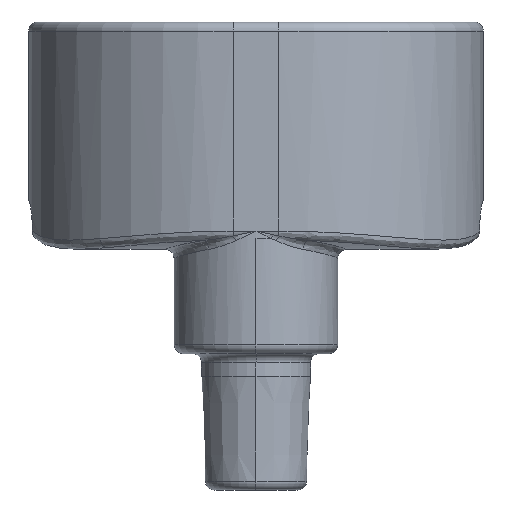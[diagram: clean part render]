
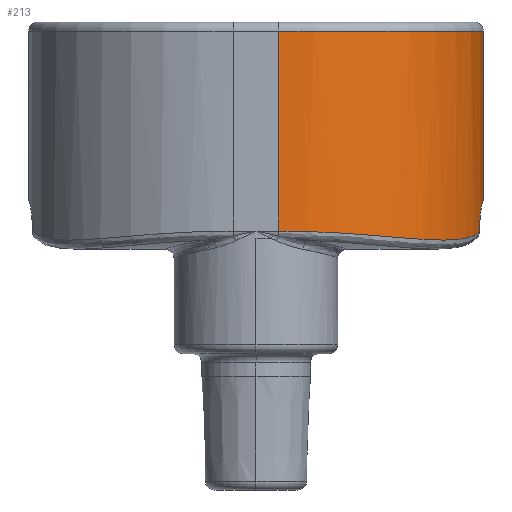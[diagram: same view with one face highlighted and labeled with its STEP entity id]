
A CAD part, left-side view. The second image highlights one B-rep face of the part: STEP entity #213.
In plain terms, the highlighted cylindrical face has radius 4.5 mm (diameter 9 mm), a partial arc.
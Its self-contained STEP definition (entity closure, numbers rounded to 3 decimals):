
#94=CYLINDRICAL_SURFACE('',#1683,4.5);
#145=B_SPLINE_CURVE_WITH_KNOTS('',3,(#3007,#3008,#3009,#3010,#3011,#3012,
#3013,#3014,#3015,#3016,#3017,#3018,#3019,#3020,#3021,#3022,#3023,#3024,
#3025,#3026,#3027,#3028,#3029,#3030),.UNSPECIFIED.,.F.,.F.,(4,2,2,2,2,2,
2,2,2,2,2,4),(0.,0.125,0.188,0.25,0.313,
0.344,0.375,0.438,0.469,
0.5,0.75,1.),.UNSPECIFIED.);
#146=B_SPLINE_CURVE_WITH_KNOTS('',3,(#3034,#3035,#3036,#3037,#3038,#3039,
#3040,#3041,#3042,#3043,#3044,#3045,#3046,#3047,#3048,#3049,#3050,#3051),
 .UNSPECIFIED.,.F.,.F.,(4,1,1,1,1,1,1,1,1,1,1,1,1,1,1,4),(0.,0.067,
0.133,0.2,0.267,0.333,0.4,0.467,
0.533,0.6,0.667,0.733,0.8,0.867,
0.933,1.),.UNSPECIFIED.);
#213=ADVANCED_FACE('',(#331),#94,.T.);
#331=FACE_OUTER_BOUND('',#429,.T.);
#429=EDGE_LOOP('',(#758,#759,#760,#761,#762,#763,#764));
#505=CIRCLE('',#1635,4.5);
#530=CIRCLE('',#1681,4.5);
#758=ORIENTED_EDGE('',*,*,#1304,.F.);
#759=ORIENTED_EDGE('',*,*,#1305,.T.);
#760=ORIENTED_EDGE('',*,*,#1306,.T.);
#761=ORIENTED_EDGE('',*,*,#1307,.T.);
#762=ORIENTED_EDGE('',*,*,#1303,.T.);
#763=ORIENTED_EDGE('',*,*,#1216,.T.);
#764=ORIENTED_EDGE('',*,*,#1212,.F.);
#1069=VERTEX_POINT('',#2246);
#1070=VERTEX_POINT('',#2250);
#1072=VERTEX_POINT('',#2267);
#1131=VERTEX_POINT('',#3002);
#1132=VERTEX_POINT('',#3006);
#1133=VERTEX_POINT('',#3031);
#1134=VERTEX_POINT('',#3033);
#1212=EDGE_CURVE('',#1069,#1070,#505,.T.);
#1216=EDGE_CURVE('',#1072,#1070,#1440,.T.);
#1303=EDGE_CURVE('',#1131,#1072,#530,.T.);
#1304=EDGE_CURVE('',#1132,#1069,#1479,.T.);
#1305=EDGE_CURVE('',#1132,#1133,#145,.T.);
#1306=EDGE_CURVE('',#1133,#1134,#1480,.T.);
#1307=EDGE_CURVE('',#1134,#1131,#146,.T.);
#1440=LINE('',#2266,#1526);
#1479=LINE('',#3005,#1565);
#1480=LINE('',#3032,#1566);
#1526=VECTOR('',#1834,1.);
#1565=VECTOR('',#1961,1.);
#1566=VECTOR('',#1962,1.);
#1635=AXIS2_PLACEMENT_3D('',#2249,#1825,#1826);
#1681=AXIS2_PLACEMENT_3D('',#3003,#1957,#1958);
#1683=AXIS2_PLACEMENT_3D('',#3052,#1963,#1964);
#1825=DIRECTION('',(0.,0.,1.));
#1826=DIRECTION('',(-1.,0.,0.));
#1834=DIRECTION('',(0.,0.,1.));
#1957=DIRECTION('',(0.,0.,1.));
#1958=DIRECTION('',(-0.023,-1.,0.));
#1961=DIRECTION('',(0.,0.,1.));
#1962=DIRECTION('',(0.,0.,1.));
#1963=DIRECTION('',(0.,0.,1.));
#1964=DIRECTION('',(1.,0.,0.));
#2246=CARTESIAN_POINT('',(-7.2,-0.5,-0.2));
#2249=CARTESIAN_POINT('',(-2.7,-0.5,-0.2));
#2250=CARTESIAN_POINT('',(-2.7,-5.,-0.2));
#2266=CARTESIAN_POINT('',(-2.7,-5.,-3.9));
#2267=CARTESIAN_POINT('',(-2.7,-5.,-3.9));
#3002=CARTESIAN_POINT('',(-2.805,-4.999,-3.9));
#3003=CARTESIAN_POINT('',(-2.7,-0.5,-3.9));
#3005=CARTESIAN_POINT('',(-7.2,-0.5,-4.601));
#3006=CARTESIAN_POINT('',(-7.2,-0.5,-4.601));
#3007=CARTESIAN_POINT('',(-7.2,-0.5,-4.601));
#3008=CARTESIAN_POINT('',(-7.2,-0.711,-4.601));
#3009=CARTESIAN_POINT('',(-7.185,-0.931,-4.605));
#3010=CARTESIAN_POINT('',(-7.135,-1.269,-4.615));
#3011=CARTESIAN_POINT('',(-7.114,-1.383,-4.62));
#3012=CARTESIAN_POINT('',(-7.061,-1.614,-4.631));
#3013=CARTESIAN_POINT('',(-7.021,-1.758,-4.638));
#3014=CARTESIAN_POINT('',(-6.965,-1.937,-4.649));
#3015=CARTESIAN_POINT('',(-6.932,-2.035,-4.656));
#3016=CARTESIAN_POINT('',(-6.87,-2.193,-4.667));
#3017=CARTESIAN_POINT('',(-6.847,-2.248,-4.671));
#3018=CARTESIAN_POINT('',(-6.798,-2.361,-4.68));
#3019=CARTESIAN_POINT('',(-6.754,-2.453,-4.687));
#3020=CARTESIAN_POINT('',(-6.716,-2.531,-4.693));
#3021=CARTESIAN_POINT('',(-6.632,-2.697,-4.707));
#3022=CARTESIAN_POINT('',(-6.484,-2.937,-4.727));
#3023=CARTESIAN_POINT('',(-6.437,-3.008,-4.733));
#3024=CARTESIAN_POINT('',(-6.351,-3.132,-4.743));
#3025=CARTESIAN_POINT('',(-6.336,-3.153,-4.745));
#3026=CARTESIAN_POINT('',(-5.795,-3.862,-4.803));
#3027=CARTESIAN_POINT('',(-5.343,-4.178,-4.812));
#3028=CARTESIAN_POINT('',(-4.453,-4.676,-4.763));
#3029=CARTESIAN_POINT('',(-3.989,-4.836,-4.701));
#3030=CARTESIAN_POINT('',(-3.537,-4.921,-4.601));
#3031=CARTESIAN_POINT('',(-3.537,-4.921,-4.601));
#3032=CARTESIAN_POINT('',(-3.537,-4.921,-4.601));
#3033=CARTESIAN_POINT('',(-3.537,-4.921,-4.6));
#3034=CARTESIAN_POINT('',(-3.537,-4.921,-4.6));
#3035=CARTESIAN_POINT('',(-3.537,-4.921,-4.578));
#3036=CARTESIAN_POINT('',(-3.535,-4.922,-4.534));
#3037=CARTESIAN_POINT('',(-3.526,-4.924,-4.473));
#3038=CARTESIAN_POINT('',(-3.512,-4.926,-4.414));
#3039=CARTESIAN_POINT('',(-3.493,-4.93,-4.358));
#3040=CARTESIAN_POINT('',(-3.469,-4.934,-4.304));
#3041=CARTESIAN_POINT('',(-3.441,-4.939,-4.252));
#3042=CARTESIAN_POINT('',(-3.409,-4.944,-4.202));
#3043=CARTESIAN_POINT('',(-3.372,-4.95,-4.156));
#3044=CARTESIAN_POINT('',(-3.329,-4.956,-4.11));
#3045=CARTESIAN_POINT('',(-3.277,-4.963,-4.063));
#3046=CARTESIAN_POINT('',(-3.211,-4.971,-4.016));
#3047=CARTESIAN_POINT('',(-3.131,-4.98,-3.971));
#3048=CARTESIAN_POINT('',(-3.034,-4.988,-3.932));
#3049=CARTESIAN_POINT('',(-2.922,-4.995,-3.906));
#3050=CARTESIAN_POINT('',(-2.845,-4.998,-3.9));
#3051=CARTESIAN_POINT('',(-2.805,-4.999,-3.9));
#3052=CARTESIAN_POINT('',(-2.7,-0.5,0.));
